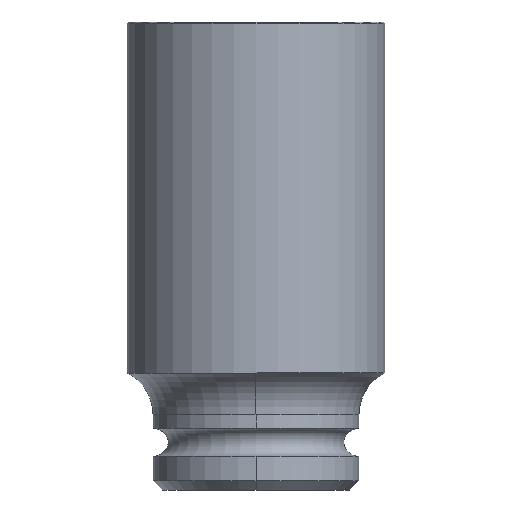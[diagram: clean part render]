
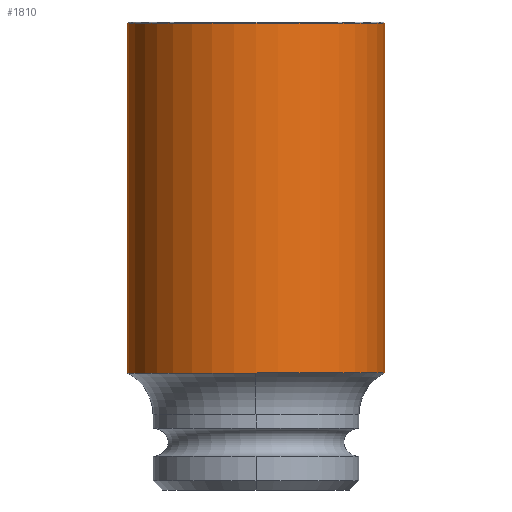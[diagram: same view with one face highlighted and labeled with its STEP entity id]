
A CAD part, left-side view. The second image highlights one B-rep face of the part: STEP entity #1810.
In plain terms, the highlighted cylindrical face has radius 27.5 mm (diameter 55 mm), a partial arc.
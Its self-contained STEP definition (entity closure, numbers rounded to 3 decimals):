
#363=DIRECTION('',(0.,0.,1.));
#364=VECTOR('',#363,74.7);
#365=CARTESIAN_POINT('',(0.,27.5,25.));
#366=LINE('',#365,#364);
#367=DIRECTION('',(0.,0.,1.));
#368=VECTOR('',#367,74.7);
#369=CARTESIAN_POINT('',(0.,-27.5,25.));
#370=LINE('',#369,#368);
#805=CARTESIAN_POINT('',(0.,0.,99.7));
#806=DIRECTION('',(0.,0.,1.));
#807=DIRECTION('',(0.,1.,0.));
#808=AXIS2_PLACEMENT_3D('',#805,#806,#807);
#810=CARTESIAN_POINT('',(0.,0.,25.));
#811=DIRECTION('',(0.,0.,1.));
#812=DIRECTION('',(-1.,0.,0.));
#813=AXIS2_PLACEMENT_3D('',#810,#811,#812);
#815=CARTESIAN_POINT('',(0.,0.,25.));
#816=DIRECTION('',(0.,0.,1.));
#817=DIRECTION('',(0.,1.,0.));
#818=AXIS2_PLACEMENT_3D('',#815,#816,#817);
#917=CARTESIAN_POINT('',(0.,27.5,25.));
#918=CARTESIAN_POINT('',(-27.5,0.,25.));
#919=VERTEX_POINT('',#917);
#920=VERTEX_POINT('',#918);
#925=CARTESIAN_POINT('',(0.,-27.5,25.));
#926=VERTEX_POINT('',#925);
#958=CARTESIAN_POINT('',(0.,-27.5,99.7));
#959=CARTESIAN_POINT('',(0.,27.5,99.7));
#960=VERTEX_POINT('',#958);
#961=VERTEX_POINT('',#959);
#1797=CARTESIAN_POINT('',(0.,0.,21.25));
#1798=DIRECTION('',(0.,0.,1.));
#1799=DIRECTION('',(0.,1.,0.));
#1800=AXIS2_PLACEMENT_3D('',#1797,#1798,#1799);
#1801=CYLINDRICAL_SURFACE('',#1800,27.5);
#1802=ORIENTED_EDGE('',*,*,#1791,.T.);
#1803=ORIENTED_EDGE('',*,*,#1255,.F.);
#1805=ORIENTED_EDGE('',*,*,#1804,.F.);
#1806=ORIENTED_EDGE('',*,*,#1234,.F.);
#1807=ORIENTED_EDGE('',*,*,#1252,.T.);
#1808=EDGE_LOOP('',(#1802,#1803,#1805,#1806,#1807));
#1809=FACE_OUTER_BOUND('',#1808,.F.);
#1810=ADVANCED_FACE('',(#1809),#1801,.T.);
#809=CIRCLE('',#808,27.5);
#814=CIRCLE('',#813,27.5);
#819=CIRCLE('',#818,27.5);
#1234=EDGE_CURVE('',#919,#920,#819,.T.);
#1252=EDGE_CURVE('',#919,#961,#366,.T.);
#1255=EDGE_CURVE('',#926,#960,#370,.T.);
#1791=EDGE_CURVE('',#961,#960,#809,.T.);
#1804=EDGE_CURVE('',#920,#926,#814,.T.);
